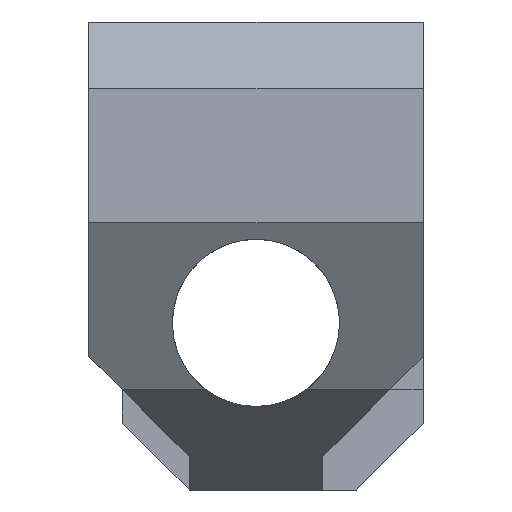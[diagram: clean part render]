
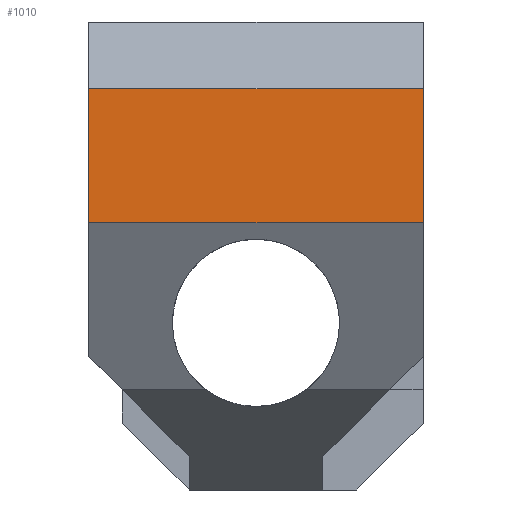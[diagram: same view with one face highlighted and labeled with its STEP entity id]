
A CAD part, left-side view. The second image highlights one B-rep face of the part: STEP entity #1010.
In plain terms, the highlighted planar face has unit normal (-1, 0, 0).
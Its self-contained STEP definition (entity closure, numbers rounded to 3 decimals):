
#63 = VECTOR ( 'NONE', #2450, 1000. ) ;
#95 = CARTESIAN_POINT ( 'NONE',  ( 10., -3006., 7. ) ) ;
#114 = CARTESIAN_POINT ( 'NONE',  ( 10., 0., 7. ) ) ;
#142 = DIRECTION ( 'NONE',  ( 0., 1., 0. ) ) ;
#199 = CARTESIAN_POINT ( 'NONE',  ( 10., -10., 14. ) ) ;
#350 = EDGE_CURVE ( 'NONE', #1357, #1032, #1178, .T. ) ;
#406 = VECTOR ( 'NONE', #2085, 1000. ) ;
#416 = EDGE_CURVE ( 'NONE', #528, #1032, #1323, .T. ) ;
#528 = VERTEX_POINT ( 'NONE', #749 ) ;
#531 = ORIENTED_EDGE ( 'NONE', *, *, #416, .T. ) ;
#647 = DIRECTION ( 'NONE',  ( 0., 0., -1. ) ) ;
#726 = PLANE ( 'NONE',  #1577 ) ;
#744 = DIRECTION ( 'NONE',  ( 1., 0., 0. ) ) ;
#749 = CARTESIAN_POINT ( 'NONE',  ( 10., 0., 11. ) ) ;
#773 = VECTOR ( 'NONE', #142, 1000. ) ;
#980 = DIRECTION ( 'NONE',  ( 0., 1., 0. ) ) ;
#1010 = ADVANCED_FACE ( 'NONE', ( #2756 ), #726, .F. ) ;
#1032 = VERTEX_POINT ( 'NONE', #114 ) ;
#1146 = EDGE_CURVE ( 'NONE', #1308, #528, #1707, .T. ) ;
#1178 = LINE ( 'NONE', #95, #406 ) ;
#1230 = CARTESIAN_POINT ( 'NONE',  ( 10., -10., 11. ) ) ;
#1279 = ORIENTED_EDGE ( 'NONE', *, *, #350, .F. ) ;
#1308 = VERTEX_POINT ( 'NONE', #1230 ) ;
#1323 = LINE ( 'NONE', #2733, #63 ) ;
#1357 = VERTEX_POINT ( 'NONE', #1567 ) ;
#1468 = ORIENTED_EDGE ( 'NONE', *, *, #1858, .F. ) ;
#1485 = CARTESIAN_POINT ( 'NONE',  ( 10., 0., 11. ) ) ;
#1567 = CARTESIAN_POINT ( 'NONE',  ( 10., -10., 7. ) ) ;
#1577 = AXIS2_PLACEMENT_3D ( 'NONE', #1636, #744, #980 ) ;
#1636 = CARTESIAN_POINT ( 'NONE',  ( 10., 0., 14. ) ) ;
#1707 = LINE ( 'NONE', #1485, #773 ) ;
#1848 = ORIENTED_EDGE ( 'NONE', *, *, #1146, .T. ) ;
#1858 = EDGE_CURVE ( 'NONE', #1308, #1357, #2893, .T. ) ;
#2081 = EDGE_LOOP ( 'NONE', ( #531, #1279, #1468, #1848 ) ) ;
#2085 = DIRECTION ( 'NONE',  ( 0., 1., 0. ) ) ;
#2450 = DIRECTION ( 'NONE',  ( 0., 0., -1. ) ) ;
#2575 = VECTOR ( 'NONE', #647, 1000. ) ;
#2733 = CARTESIAN_POINT ( 'NONE',  ( 10., 0., 14. ) ) ;
#2756 = FACE_OUTER_BOUND ( 'NONE', #2081, .T. ) ;
#2893 = LINE ( 'NONE', #199, #2575 ) ;
